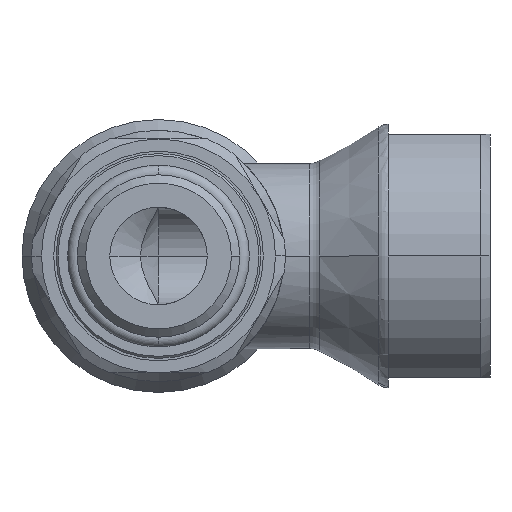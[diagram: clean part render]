
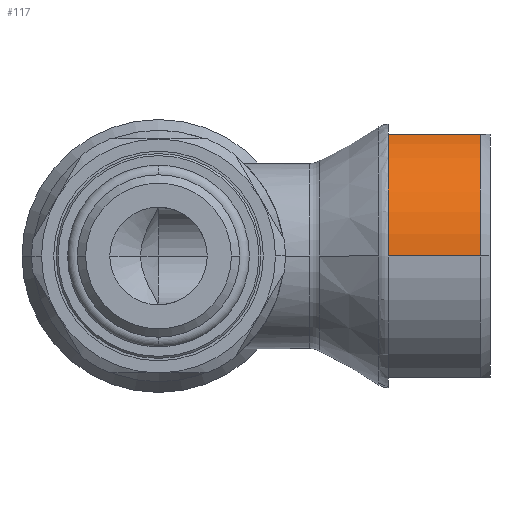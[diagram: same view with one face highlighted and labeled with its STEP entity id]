
A CAD part, front view. The second image highlights one B-rep face of the part: STEP entity #117.
In plain terms, the highlighted cylindrical face has radius 13.5 mm (diameter 27 mm), a partial arc.
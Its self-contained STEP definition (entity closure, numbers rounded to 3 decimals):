
#117=ADVANCED_FACE('',(#370),#371,.T.);
#370=FACE_OUTER_BOUND('',#750,.T.);
#371=CYLINDRICAL_SURFACE('',#751,13.5);
#750=EDGE_LOOP('',(#1542,#1543,#1544,#1545));
#751=AXIS2_PLACEMENT_3D('',#1546,#1547,#1548);
#1542=ORIENTED_EDGE('',*,*,#2664,.F.);
#1543=ORIENTED_EDGE('',*,*,#2665,.T.);
#1544=ORIENTED_EDGE('',*,*,#2666,.T.);
#1545=ORIENTED_EDGE('',*,*,#2667,.T.);
#1546=CARTESIAN_POINT('',(28.773,32.15,0.0));
#1547=DIRECTION('',(1.0,0.0,0.0));
#1548=DIRECTION('',(0.0,1.0,0.0));
#2664=EDGE_CURVE('',#3302,#3309,#3310,.T.);
#2665=EDGE_CURVE('',#3302,#3311,#3312,.T.);
#2666=EDGE_CURVE('',#3311,#3313,#3314,.T.);
#2667=EDGE_CURVE('',#3313,#3309,#3315,.T.);
#3302=VERTEX_POINT('',#4277);
#3309=VERTEX_POINT('',#4296);
#3310=LINE('',#4297,#4298);
#3311=VERTEX_POINT('',#4299);
#3312=CIRCLE('',#4300,13.5);
#3313=VERTEX_POINT('',#4301);
#3314=LINE('',#4302,#4303);
#3315=CIRCLE('',#4304,13.5);
#4277=CARTESIAN_POINT('',(33.0,18.65,0.));
#4296=CARTESIAN_POINT('',(23.545,18.65,0.));
#4297=CARTESIAN_POINT('',(28.273,18.65,0.));
#4298=VECTOR('',#5446,1.0);
#4299=CARTESIAN_POINT('',(33.0,27.051,12.5));
#4300=AXIS2_PLACEMENT_3D('',#5447,#5448,#5449);
#4301=CARTESIAN_POINT('',(23.545,27.051,12.5));
#4302=CARTESIAN_POINT('',(28.273,27.051,12.5));
#4303=VECTOR('',#5450,1.0);
#4304=AXIS2_PLACEMENT_3D('',#5451,#5452,#5453);
#5446=DIRECTION('',(-1.0,-0.0,-0.0));
#5447=CARTESIAN_POINT('',(33.0,32.15,0.0));
#5448=DIRECTION('',(-1.0,0.0,0.0));
#5449=DIRECTION('',(0.0,1.0,0.0));
#5450=DIRECTION('',(-1.0,-0.0,-0.0));
#5451=CARTESIAN_POINT('',(23.545,32.15,0.0));
#5452=DIRECTION('',(1.0,0.0,0.0));
#5453=DIRECTION('',(0.0,1.0,0.0));
